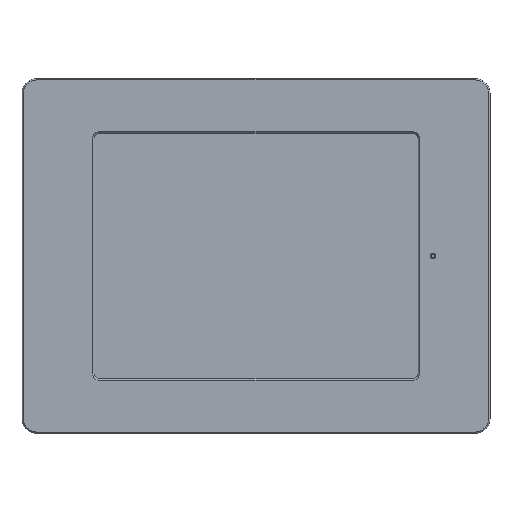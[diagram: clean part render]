
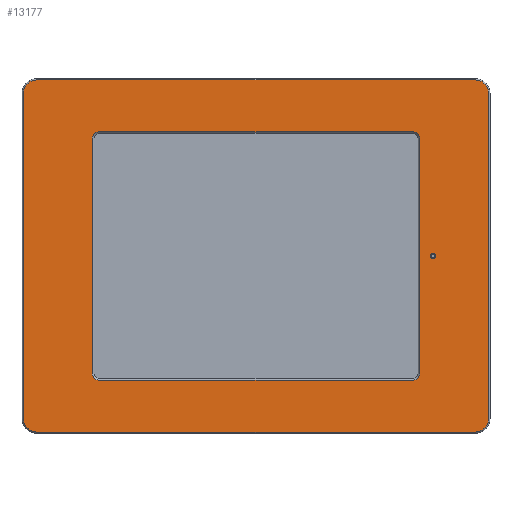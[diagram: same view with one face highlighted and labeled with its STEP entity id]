
A CAD part, top view. The second image highlights one B-rep face of the part: STEP entity #13177.
In plain terms, the highlighted planar face has unit normal (0, 0, 1).
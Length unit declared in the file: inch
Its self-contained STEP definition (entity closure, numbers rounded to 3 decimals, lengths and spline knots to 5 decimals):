
#27=FACE_BOUND('',#1725,.T.);
#28=FACE_BOUND('',#1726,.T.);
#388=PLANE('',#14031);
#983=FACE_OUTER_BOUND('',#1724,.T.);
#1724=EDGE_LOOP('',(#9280,#9281,#9282,#9283,#9284,#9285,#9286,#9287));
#1725=EDGE_LOOP('',(#9288,#9289,#9290,#9291,#9292,#9293,#9294,#9295));
#1726=EDGE_LOOP('',(#9296));
#2498=CIRCLE('',#14018,0.33);
#2500=CIRCLE('',#14022,0.33);
#2502=CIRCLE('',#14026,0.33);
#2504=CIRCLE('',#14030,0.33);
#2505=CIRCLE('',#14032,0.19);
#2506=CIRCLE('',#14033,0.19);
#2507=CIRCLE('',#14034,0.19);
#2508=CIRCLE('',#14035,0.19);
#2509=CIRCLE('',#14036,0.063);
#3013=LINE('',#22415,#4263);
#3018=LINE('',#22429,#4268);
#3022=LINE('',#22441,#4272);
#3026=LINE('',#22453,#4276);
#3028=LINE('',#22463,#4278);
#3029=LINE('',#22467,#4279);
#3030=LINE('',#22471,#4280);
#3031=LINE('',#22474,#4281);
#4263=VECTOR('',#15389,0.3937);
#4268=VECTOR('',#15402,0.3937);
#4272=VECTOR('',#15414,0.3937);
#4276=VECTOR('',#15426,0.3937);
#4278=VECTOR('',#15438,0.3937);
#4279=VECTOR('',#15441,0.3937);
#4280=VECTOR('',#15444,0.3937);
#4281=VECTOR('',#15447,0.3937);
#5700=VERTEX_POINT('',#22412);
#5701=VERTEX_POINT('',#22414);
#5704=VERTEX_POINT('',#22422);
#5706=VERTEX_POINT('',#22427);
#5708=VERTEX_POINT('',#22434);
#5710=VERTEX_POINT('',#22439);
#5712=VERTEX_POINT('',#22446);
#5714=VERTEX_POINT('',#22451);
#5715=VERTEX_POINT('',#22459);
#5716=VERTEX_POINT('',#22460);
#5717=VERTEX_POINT('',#22462);
#5718=VERTEX_POINT('',#22464);
#5719=VERTEX_POINT('',#22466);
#5720=VERTEX_POINT('',#22468);
#5721=VERTEX_POINT('',#22470);
#5722=VERTEX_POINT('',#22472);
#5723=VERTEX_POINT('',#22475);
#7042=EDGE_CURVE('',#5700,#5701,#3013,.T.);
#7047=EDGE_CURVE('',#5704,#5700,#2498,.T.);
#7049=EDGE_CURVE('',#5706,#5704,#3018,.T.);
#7053=EDGE_CURVE('',#5708,#5706,#2500,.T.);
#7055=EDGE_CURVE('',#5710,#5708,#3022,.T.);
#7059=EDGE_CURVE('',#5712,#5710,#2502,.T.);
#7061=EDGE_CURVE('',#5714,#5712,#3026,.T.);
#7064=EDGE_CURVE('',#5701,#5714,#2504,.T.);
#7065=EDGE_CURVE('',#5715,#5716,#2505,.T.);
#7066=EDGE_CURVE('',#5717,#5715,#3028,.T.);
#7067=EDGE_CURVE('',#5718,#5717,#2506,.T.);
#7068=EDGE_CURVE('',#5719,#5718,#3029,.T.);
#7069=EDGE_CURVE('',#5720,#5719,#2507,.T.);
#7070=EDGE_CURVE('',#5721,#5720,#3030,.T.);
#7071=EDGE_CURVE('',#5722,#5721,#2508,.T.);
#7072=EDGE_CURVE('',#5716,#5722,#3031,.T.);
#7073=EDGE_CURVE('',#5723,#5723,#2509,.T.);
#9280=ORIENTED_EDGE('',*,*,#7042,.F.);
#9281=ORIENTED_EDGE('',*,*,#7047,.F.);
#9282=ORIENTED_EDGE('',*,*,#7049,.F.);
#9283=ORIENTED_EDGE('',*,*,#7053,.F.);
#9284=ORIENTED_EDGE('',*,*,#7055,.F.);
#9285=ORIENTED_EDGE('',*,*,#7059,.F.);
#9286=ORIENTED_EDGE('',*,*,#7061,.F.);
#9287=ORIENTED_EDGE('',*,*,#7064,.F.);
#9288=ORIENTED_EDGE('',*,*,#7065,.F.);
#9289=ORIENTED_EDGE('',*,*,#7066,.F.);
#9290=ORIENTED_EDGE('',*,*,#7067,.F.);
#9291=ORIENTED_EDGE('',*,*,#7068,.F.);
#9292=ORIENTED_EDGE('',*,*,#7069,.F.);
#9293=ORIENTED_EDGE('',*,*,#7070,.F.);
#9294=ORIENTED_EDGE('',*,*,#7071,.F.);
#9295=ORIENTED_EDGE('',*,*,#7072,.F.);
#9296=ORIENTED_EDGE('',*,*,#7073,.F.);
#13177=ADVANCED_FACE('',(#983,#27,#28),#388,.F.);
#14018=AXIS2_PLACEMENT_3D('',#22424,#15397,#15398);
#14022=AXIS2_PLACEMENT_3D('',#22436,#15409,#15410);
#14026=AXIS2_PLACEMENT_3D('',#22448,#15421,#15422);
#14030=AXIS2_PLACEMENT_3D('',#22457,#15432,#15433);
#14031=AXIS2_PLACEMENT_3D('',#22458,#15434,#15435);
#14032=AXIS2_PLACEMENT_3D('',#22461,#15436,#15437);
#14033=AXIS2_PLACEMENT_3D('',#22465,#15439,#15440);
#14034=AXIS2_PLACEMENT_3D('',#22469,#15442,#15443);
#14035=AXIS2_PLACEMENT_3D('',#22473,#15445,#15446);
#14036=AXIS2_PLACEMENT_3D('',#22476,#15448,#15449);
#15389=DIRECTION('',(0.,-1.,0.));
#15397=DIRECTION('center_axis',(0.,0.,-1.));
#15398=DIRECTION('ref_axis',(0.707,0.707,0.));
#15402=DIRECTION('',(1.,0.,0.));
#15409=DIRECTION('center_axis',(0.,0.,-1.));
#15410=DIRECTION('ref_axis',(-0.707,0.707,0.));
#15414=DIRECTION('',(0.,1.,0.));
#15421=DIRECTION('center_axis',(0.,0.,-1.));
#15422=DIRECTION('ref_axis',(-0.707,-0.707,0.));
#15426=DIRECTION('',(-1.,0.,0.));
#15432=DIRECTION('center_axis',(0.,0.,-1.));
#15433=DIRECTION('ref_axis',(0.707,-0.707,0.));
#15434=DIRECTION('center_axis',(0.,0.,-1.));
#15435=DIRECTION('ref_axis',(1.,0.,0.));
#15436=DIRECTION('center_axis',(0.,0.,1.));
#15437=DIRECTION('ref_axis',(0.,-1.,0.));
#15438=DIRECTION('',(1.,0.,0.));
#15439=DIRECTION('center_axis',(0.,0.,1.));
#15440=DIRECTION('ref_axis',(-1.,0.,0.));
#15441=DIRECTION('',(0.,-1.,0.));
#15442=DIRECTION('center_axis',(0.,0.,1.));
#15443=DIRECTION('ref_axis',(0.,1.,0.));
#15444=DIRECTION('',(-1.,0.,0.));
#15445=DIRECTION('center_axis',(0.,0.,1.));
#15446=DIRECTION('ref_axis',(1.,0.,0.));
#15447=DIRECTION('',(0.,1.,0.));
#15448=DIRECTION('center_axis',(0.,0.,1.));
#15449=DIRECTION('ref_axis',(1.,0.,0.));
#22412=CARTESIAN_POINT('',(18.17144,8.31323,0.66528));
#22414=CARTESIAN_POINT('',(18.17144,0.36,0.66528));
#22415=CARTESIAN_POINT('',(18.17144,6.50492,0.66528));
#22422=CARTESIAN_POINT('',(17.84144,8.64323,0.66528));
#22424=CARTESIAN_POINT('Origin',(17.84144,8.31323,0.66528));
#22427=CARTESIAN_POINT('',(7.11262,8.64323,0.66528));
#22429=CARTESIAN_POINT('',(9.61483,8.64323,0.66528));
#22434=CARTESIAN_POINT('',(6.78262,8.31323,0.66528));
#22436=CARTESIAN_POINT('Origin',(7.11262,8.31323,0.66528));
#22439=CARTESIAN_POINT('',(6.78262,0.36,0.66528));
#22441=CARTESIAN_POINT('',(6.78262,2.16831,0.66528));
#22446=CARTESIAN_POINT('',(7.11262,0.03,0.66528));
#22448=CARTESIAN_POINT('Origin',(7.11262,0.36,0.66528));
#22451=CARTESIAN_POINT('',(17.84144,0.03,0.66528));
#22453=CARTESIAN_POINT('',(15.33923,0.03,0.66528));
#22457=CARTESIAN_POINT('Origin',(17.84144,0.36,0.66528));
#22458=CARTESIAN_POINT('Origin',(12.47703,4.33661,0.66528));
#22459=CARTESIAN_POINT('',(16.29664,1.29354,0.66528));
#22460=CARTESIAN_POINT('',(16.48664,1.48354,0.66528));
#22461=CARTESIAN_POINT('Origin',(16.29664,1.48354,0.66528));
#22462=CARTESIAN_POINT('',(8.65742,1.29354,0.66528));
#22463=CARTESIAN_POINT('',(14.38683,1.29354,0.66528));
#22464=CARTESIAN_POINT('',(8.46742,1.48354,0.66528));
#22465=CARTESIAN_POINT('Origin',(8.65742,1.48354,0.66528));
#22466=CARTESIAN_POINT('',(8.46742,7.18969,0.66528));
#22467=CARTESIAN_POINT('',(8.46742,2.91008,0.66528));
#22468=CARTESIAN_POINT('',(8.65742,7.37969,0.66528));
#22469=CARTESIAN_POINT('Origin',(8.65742,7.18969,0.66528));
#22470=CARTESIAN_POINT('',(16.29664,7.37969,0.66528));
#22471=CARTESIAN_POINT('',(10.56723,7.37969,0.66528));
#22472=CARTESIAN_POINT('',(16.48664,7.18969,0.66528));
#22473=CARTESIAN_POINT('Origin',(16.29664,7.18969,0.66528));
#22474=CARTESIAN_POINT('',(16.48664,5.76315,0.66528));
#22475=CARTESIAN_POINT('',(16.7408,4.33661,0.66528));
#22476=CARTESIAN_POINT('Origin',(16.8038,4.33661,0.66528));
